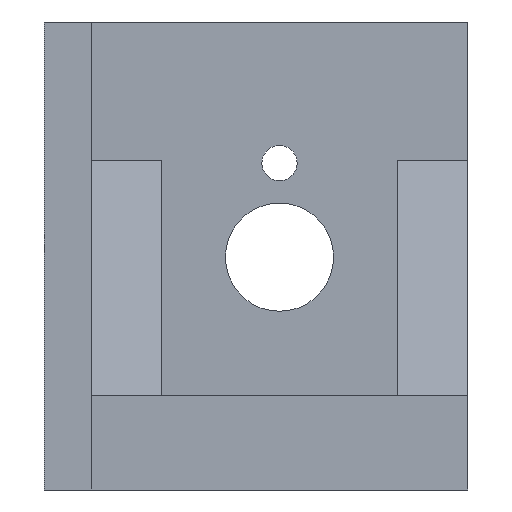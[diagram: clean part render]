
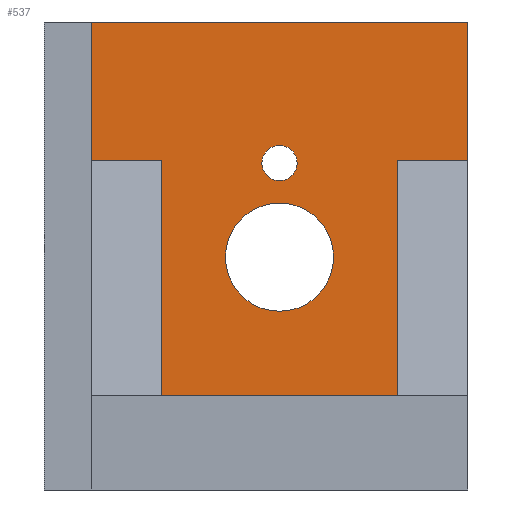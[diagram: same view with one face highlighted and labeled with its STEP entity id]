
A CAD part, front view. The second image highlights one B-rep face of the part: STEP entity #537.
In plain terms, the highlighted planar face has unit normal (0, -1, 0).
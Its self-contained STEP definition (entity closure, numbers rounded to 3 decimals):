
#31=FACE_BOUND('',#116,.T.);
#32=FACE_BOUND('',#117,.T.);
#51=PLANE('',#593);
#77=FACE_OUTER_BOUND('',#115,.T.);
#115=EDGE_LOOP('',(#463,#464,#465,#466,#467,#468,#469,#470));
#116=EDGE_LOOP('',(#471));
#117=EDGE_LOOP('',(#472));
#150=LINE('',#826,#204);
#151=LINE('',#829,#205);
#158=LINE('',#842,#212);
#160=LINE('',#847,#214);
#162=LINE('',#850,#216);
#170=LINE('',#867,#224);
#171=LINE('',#869,#225);
#172=LINE('',#870,#226);
#204=VECTOR('',#681,10.);
#205=VECTOR('',#684,10.);
#212=VECTOR('',#693,10.);
#214=VECTOR('',#697,10.);
#216=VECTOR('',#701,10.);
#224=VECTOR('',#717,10.);
#225=VECTOR('',#718,10.);
#226=VECTOR('',#719,10.);
#249=CIRCLE('',#594,2.3);
#250=CIRCLE('',#595,0.75);
#274=VERTEX_POINT('',#820);
#276=VERTEX_POINT('',#824);
#277=VERTEX_POINT('',#828);
#282=VERTEX_POINT('',#840);
#283=VERTEX_POINT('',#844);
#284=VERTEX_POINT('',#846);
#289=VERTEX_POINT('',#866);
#290=VERTEX_POINT('',#868);
#291=VERTEX_POINT('',#871);
#292=VERTEX_POINT('',#873);
#332=EDGE_CURVE('',#274,#276,#150,.T.);
#333=EDGE_CURVE('',#276,#277,#151,.T.);
#340=EDGE_CURVE('',#277,#282,#158,.T.);
#342=EDGE_CURVE('',#284,#283,#160,.T.);
#344=EDGE_CURVE('',#282,#284,#162,.T.);
#352=EDGE_CURVE('',#289,#283,#170,.T.);
#353=EDGE_CURVE('',#290,#289,#171,.T.);
#354=EDGE_CURVE('',#290,#274,#172,.T.);
#355=EDGE_CURVE('',#291,#291,#249,.T.);
#356=EDGE_CURVE('',#292,#292,#250,.T.);
#463=ORIENTED_EDGE('',*,*,#332,.T.);
#464=ORIENTED_EDGE('',*,*,#333,.T.);
#465=ORIENTED_EDGE('',*,*,#340,.T.);
#466=ORIENTED_EDGE('',*,*,#344,.T.);
#467=ORIENTED_EDGE('',*,*,#342,.T.);
#468=ORIENTED_EDGE('',*,*,#352,.F.);
#469=ORIENTED_EDGE('',*,*,#353,.F.);
#470=ORIENTED_EDGE('',*,*,#354,.T.);
#471=ORIENTED_EDGE('',*,*,#355,.T.);
#472=ORIENTED_EDGE('',*,*,#356,.T.);
#537=ADVANCED_FACE('',(#77,#31,#32),#51,.T.);
#593=AXIS2_PLACEMENT_3D('',#865,#715,#716);
#594=AXIS2_PLACEMENT_3D('',#872,#720,#721);
#595=AXIS2_PLACEMENT_3D('',#874,#722,#723);
#681=DIRECTION('',(1.,0.,0.));
#684=DIRECTION('',(0.,0.,-1.));
#693=DIRECTION('',(1.,0.,0.));
#697=DIRECTION('',(1.,0.,0.));
#701=DIRECTION('',(0.,0.,1.));
#715=DIRECTION('center_axis',(0.,-1.,0.));
#716=DIRECTION('ref_axis',(-1.,0.,0.));
#717=DIRECTION('',(0.,0.,-1.));
#718=DIRECTION('',(1.,0.,0.));
#719=DIRECTION('',(0.,0.,-1.));
#720=DIRECTION('center_axis',(0.,1.,0.));
#721=DIRECTION('ref_axis',(1.,0.,0.));
#722=DIRECTION('center_axis',(0.,1.,0.));
#723=DIRECTION('ref_axis',(1.,0.,0.));
#820=CARTESIAN_POINT('',(79.404,-77.229,52.612));
#824=CARTESIAN_POINT('',(82.404,-77.229,52.612));
#826=CARTESIAN_POINT('',(87.404,-77.229,52.612));
#828=CARTESIAN_POINT('',(82.404,-77.229,42.612));
#829=CARTESIAN_POINT('',(82.404,-77.229,53.112));
#840=CARTESIAN_POINT('',(92.404,-77.229,42.612));
#842=CARTESIAN_POINT('',(95.404,-77.229,42.612));
#844=CARTESIAN_POINT('',(95.404,-77.229,52.612));
#846=CARTESIAN_POINT('',(92.404,-77.229,52.612));
#847=CARTESIAN_POINT('',(95.404,-77.229,52.612));
#850=CARTESIAN_POINT('',(92.404,-77.229,53.112));
#865=CARTESIAN_POINT('Origin',(95.404,-77.229,58.612));
#866=CARTESIAN_POINT('',(95.404,-77.229,58.512));
#867=CARTESIAN_POINT('',(95.404,-77.229,58.612));
#868=CARTESIAN_POINT('',(79.404,-77.229,58.512));
#869=CARTESIAN_POINT('',(91.404,-77.229,58.512));
#870=CARTESIAN_POINT('',(79.404,-77.229,58.612));
#871=CARTESIAN_POINT('',(85.104,-77.229,48.512));
#872=CARTESIAN_POINT('Origin',(87.404,-77.229,48.512));
#873=CARTESIAN_POINT('',(86.654,-77.229,52.512));
#874=CARTESIAN_POINT('Origin',(87.404,-77.229,52.512));
